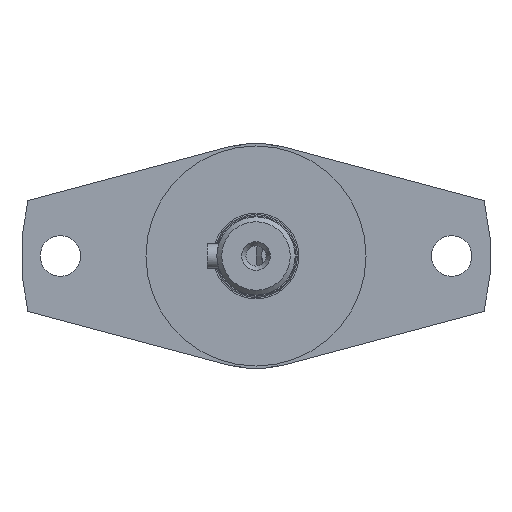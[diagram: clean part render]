
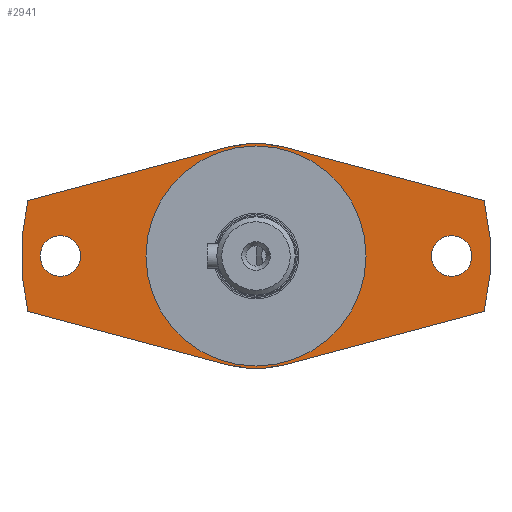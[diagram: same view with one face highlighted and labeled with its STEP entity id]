
A CAD part, left-side view. The second image highlights one B-rep face of the part: STEP entity #2941.
In plain terms, the highlighted planar face has unit normal (-1, 0, 0).
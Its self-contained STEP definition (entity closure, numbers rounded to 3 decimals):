
#241=FACE_BOUND('',#565,.T.);
#242=FACE_BOUND('',#566,.T.);
#243=FACE_BOUND('',#567,.T.);
#271=PLANE('',#3180);
#395=FACE_OUTER_BOUND('',#564,.T.);
#564=EDGE_LOOP('',(#2190,#2191,#2192,#2193,#2194,#2195,#2196,#2197));
#565=EDGE_LOOP('',(#2198));
#566=EDGE_LOOP('',(#2199));
#567=EDGE_LOOP('',(#2200,#2201));
#751=CIRCLE('',#3161,23.);
#753=CIRCLE('',#3163,23.);
#758=CIRCLE('',#3170,48.);
#759=CIRCLE('',#3172,22.5);
#760=CIRCLE('',#3173,22.5);
#762=CIRCLE('',#3176,48.);
#765=CIRCLE('',#3181,4.15);
#766=CIRCLE('',#3182,4.15);
#864=LINE('',#4403,#1124);
#865=LINE('',#4404,#1125);
#866=LINE('',#4405,#1126);
#867=LINE('',#4406,#1127);
#1124=VECTOR('',#3577,10.);
#1125=VECTOR('',#3578,10.);
#1126=VECTOR('',#3579,10.);
#1127=VECTOR('',#3580,10.);
#1397=VERTEX_POINT('',#4349);
#1398=VERTEX_POINT('',#4351);
#1401=VERTEX_POINT('',#4357);
#1402=VERTEX_POINT('',#4359);
#1408=VERTEX_POINT('',#4375);
#1409=VERTEX_POINT('',#4377);
#1410=VERTEX_POINT('',#4381);
#1411=VERTEX_POINT('',#4382);
#1412=VERTEX_POINT('',#4387);
#1415=VERTEX_POINT('',#4392);
#1418=VERTEX_POINT('',#4407);
#1419=VERTEX_POINT('',#4409);
#1693=EDGE_CURVE('',#1398,#1397,#751,.T.);
#1697=EDGE_CURVE('',#1402,#1401,#753,.T.);
#1706=EDGE_CURVE('',#1408,#1409,#758,.T.);
#1708=EDGE_CURVE('',#1410,#1411,#759,.T.);
#1709=EDGE_CURVE('',#1411,#1410,#760,.T.);
#1714=EDGE_CURVE('',#1415,#1412,#762,.T.);
#1719=EDGE_CURVE('',#1408,#1398,#864,.T.);
#1720=EDGE_CURVE('',#1397,#1412,#865,.T.);
#1721=EDGE_CURVE('',#1415,#1402,#866,.T.);
#1722=EDGE_CURVE('',#1401,#1409,#867,.T.);
#1723=EDGE_CURVE('',#1418,#1418,#765,.T.);
#1724=EDGE_CURVE('',#1419,#1419,#766,.T.);
#2190=ORIENTED_EDGE('',*,*,#1719,.T.);
#2191=ORIENTED_EDGE('',*,*,#1693,.T.);
#2192=ORIENTED_EDGE('',*,*,#1720,.T.);
#2193=ORIENTED_EDGE('',*,*,#1714,.F.);
#2194=ORIENTED_EDGE('',*,*,#1721,.T.);
#2195=ORIENTED_EDGE('',*,*,#1697,.T.);
#2196=ORIENTED_EDGE('',*,*,#1722,.T.);
#2197=ORIENTED_EDGE('',*,*,#1706,.F.);
#2198=ORIENTED_EDGE('',*,*,#1723,.T.);
#2199=ORIENTED_EDGE('',*,*,#1724,.T.);
#2200=ORIENTED_EDGE('',*,*,#1708,.T.);
#2201=ORIENTED_EDGE('',*,*,#1709,.T.);
#2941=ADVANCED_FACE('',(#395,#241,#242,#243),#271,.T.);
#3161=AXIS2_PLACEMENT_3D('',#4352,#3525,#3526);
#3163=AXIS2_PLACEMENT_3D('',#4360,#3531,#3532);
#3170=AXIS2_PLACEMENT_3D('',#4378,#3549,#3550);
#3172=AXIS2_PLACEMENT_3D('',#4383,#3554,#3555);
#3173=AXIS2_PLACEMENT_3D('',#4384,#3556,#3557);
#3176=AXIS2_PLACEMENT_3D('',#4394,#3565,#3566);
#3180=AXIS2_PLACEMENT_3D('',#4402,#3575,#3576);
#3181=AXIS2_PLACEMENT_3D('',#4408,#3581,#3582);
#3182=AXIS2_PLACEMENT_3D('',#4410,#3583,#3584);
#3525=DIRECTION('center_axis',(-1.,0.,0.));
#3526=DIRECTION('ref_axis',(0.,0.259,0.966));
#3531=DIRECTION('center_axis',(-1.,0.,0.));
#3532=DIRECTION('ref_axis',(0.,0.259,0.966));
#3549=DIRECTION('center_axis',(1.,0.,0.));
#3550=DIRECTION('ref_axis',(0.,-1.,0.));
#3554=DIRECTION('center_axis',(1.,0.,0.));
#3555=DIRECTION('ref_axis',(0.,-1.,0.));
#3556=DIRECTION('center_axis',(1.,0.,0.));
#3557=DIRECTION('ref_axis',(0.,-1.,0.));
#3565=DIRECTION('center_axis',(1.,0.,0.));
#3566=DIRECTION('ref_axis',(0.,-1.,0.));
#3575=DIRECTION('center_axis',(-1.,0.,0.));
#3576=DIRECTION('ref_axis',(0.,0.,
-1.));
#3577=DIRECTION('',(0.,0.966,0.259));
#3578=DIRECTION('',(0.,0.966,-0.259));
#3579=DIRECTION('',(0.,-0.966,-0.259));
#3580=DIRECTION('',(0.,-0.966,0.259));
#3581=DIRECTION('center_axis',(1.,0.,0.));
#3582=DIRECTION('ref_axis',(0.,0.,1.));
#3583=DIRECTION('center_axis',(1.,0.,0.));
#3584=DIRECTION('ref_axis',(0.,0.,1.));
#4349=CARTESIAN_POINT('',(-97.5,5.953,22.216));
#4351=CARTESIAN_POINT('',(-97.5,-5.953,22.216));
#4352=CARTESIAN_POINT('Origin',(-97.5,0.,
0.));
#4357=CARTESIAN_POINT('',(-97.5,-5.953,-22.216));
#4359=CARTESIAN_POINT('',(-97.5,5.953,-22.216));
#4360=CARTESIAN_POINT('Origin',(-97.5,0.,
0.));
#4375=CARTESIAN_POINT('',(-97.5,-46.648,11.312));
#4377=CARTESIAN_POINT('',(-97.5,-46.648,-11.312));
#4378=CARTESIAN_POINT('Origin',(-97.5,0.,
0.));
#4381=CARTESIAN_POINT('',(-97.5,-22.5,0.));
#4382=CARTESIAN_POINT('',(-97.5,22.5,0.));
#4383=CARTESIAN_POINT('Origin',(-97.5,0.,
0.));
#4384=CARTESIAN_POINT('Origin',(-97.5,0.,
0.));
#4387=CARTESIAN_POINT('',(-97.5,46.648,11.312));
#4392=CARTESIAN_POINT('',(-97.5,46.648,-11.312));
#4394=CARTESIAN_POINT('Origin',(-97.5,0.,
0.));
#4402=CARTESIAN_POINT('Origin',(-97.5,-35.25,0.));
#4403=CARTESIAN_POINT('',(-97.5,-45.921,11.507));
#4404=CARTESIAN_POINT('',(-97.5,-10.492,26.623));
#4405=CARTESIAN_POINT('',(-97.5,13.032,-20.319));
#4406=CARTESIAN_POINT('',(-97.5,-22.397,-17.81));
#4407=CARTESIAN_POINT('',(-97.5,40.,-4.15));
#4408=CARTESIAN_POINT('Origin',(-97.5,40.,0.));
#4409=CARTESIAN_POINT('',(-97.5,-40.,-4.15));
#4410=CARTESIAN_POINT('Origin',(-97.5,-40.,0.));
